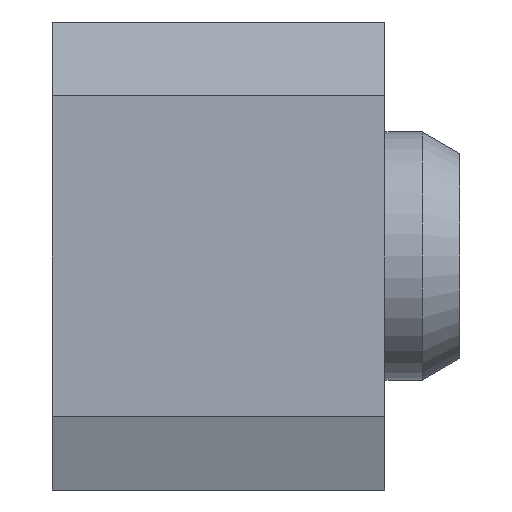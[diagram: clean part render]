
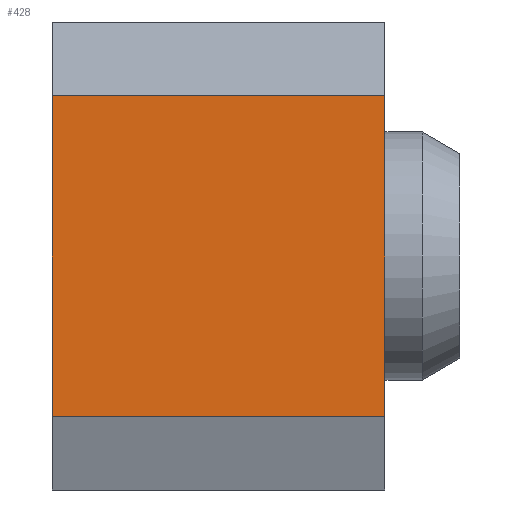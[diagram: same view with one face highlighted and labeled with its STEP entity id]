
A CAD part, left-side view. The second image highlights one B-rep face of the part: STEP entity #428.
In plain terms, the highlighted planar face has unit normal (-1, 0, 0).
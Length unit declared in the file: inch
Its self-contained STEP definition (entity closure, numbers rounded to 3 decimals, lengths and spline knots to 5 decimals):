
#220 = LINE ( 'NONE', #2279, #2177 ) ;
#234 = LINE ( 'NONE', #2311, #312 ) ;
#293 = LINE ( 'NONE', #3195, #3164 ) ;
#312 = VECTOR ( 'NONE', #509, 39.37008 ) ;
#405 = EDGE_CURVE ( 'NONE', #3197, #2320, #234, .T. ) ;
#428 = ADVANCED_FACE ( 'NONE', ( #1560 ), #3352, .T. ) ;
#484 = CARTESIAN_POINT ( 'NONE',  ( -0.01203, -0.071, -0.08425 ) ) ;
#509 = DIRECTION ( 'NONE',  ( 0., 0., 1. ) ) ;
#553 = EDGE_CURVE ( 'NONE', #2320, #1928, #820, .T. ) ;
#699 = VECTOR ( 'NONE', #854, 39.37008 ) ;
#820 = LINE ( 'NONE', #2677, #699 ) ;
#854 = DIRECTION ( 'NONE',  ( 0., 1., 0. ) ) ;
#916 = EDGE_CURVE ( 'NONE', #3197, #2094, #220, .T. ) ;
#1094 = ORIENTED_EDGE ( 'NONE', *, *, #553, .T. ) ;
#1252 = DIRECTION ( 'NONE',  ( 0., 1., 0. ) ) ;
#1284 = CARTESIAN_POINT ( 'NONE',  ( -0.01203, -0.071, -0.08425 ) ) ;
#1332 = CARTESIAN_POINT ( 'NONE',  ( -0.01203, -0.071, -0.01575 ) ) ;
#1473 = ORIENTED_EDGE ( 'NONE', *, *, #916, .F. ) ;
#1493 = ORIENTED_EDGE ( 'NONE', *, *, #405, .T. ) ;
#1560 = FACE_OUTER_BOUND ( 'NONE', #2983, .T. ) ;
#1928 = VERTEX_POINT ( 'NONE', #2969 ) ;
#2094 = VERTEX_POINT ( 'NONE', #2765 ) ;
#2177 = VECTOR ( 'NONE', #1252, 39.37008 ) ;
#2279 = CARTESIAN_POINT ( 'NONE',  ( -0.01203, -0.071, -0.08425 ) ) ;
#2311 = CARTESIAN_POINT ( 'NONE',  ( -0.01203, -0.071, -0.08425 ) ) ;
#2320 = VERTEX_POINT ( 'NONE', #1332 ) ;
#2517 = ORIENTED_EDGE ( 'NONE', *, *, #2872, .F. ) ;
#2677 = CARTESIAN_POINT ( 'NONE',  ( -0.01203, -0.071, -0.01575 ) ) ;
#2765 = CARTESIAN_POINT ( 'NONE',  ( -0.01203, 0., -0.08425 ) ) ;
#2872 = EDGE_CURVE ( 'NONE', #2094, #1928, #293, .T. ) ;
#2886 = AXIS2_PLACEMENT_3D ( 'NONE', #484, #3340, #3105 ) ;
#2969 = CARTESIAN_POINT ( 'NONE',  ( -0.01203, 0., -0.01575 ) ) ;
#2983 = EDGE_LOOP ( 'NONE', ( #2517, #1473, #1493, #1094 ) ) ;
#3105 = DIRECTION ( 'NONE',  ( 0., 0., 1. ) ) ;
#3160 = DIRECTION ( 'NONE',  ( 0., 0., 1. ) ) ;
#3164 = VECTOR ( 'NONE', #3160, 39.37008 ) ;
#3195 = CARTESIAN_POINT ( 'NONE',  ( -0.01203, 0., -0.08425 ) ) ;
#3197 = VERTEX_POINT ( 'NONE', #1284 ) ;
#3340 = DIRECTION ( 'NONE',  ( -1., 0., 0. ) ) ;
#3352 = PLANE ( 'NONE',  #2886 ) ;
